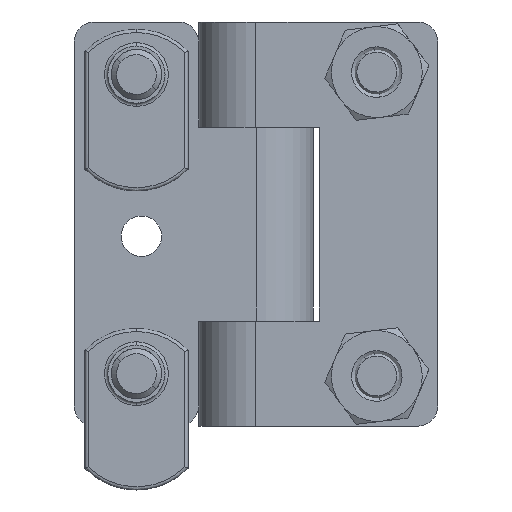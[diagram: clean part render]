
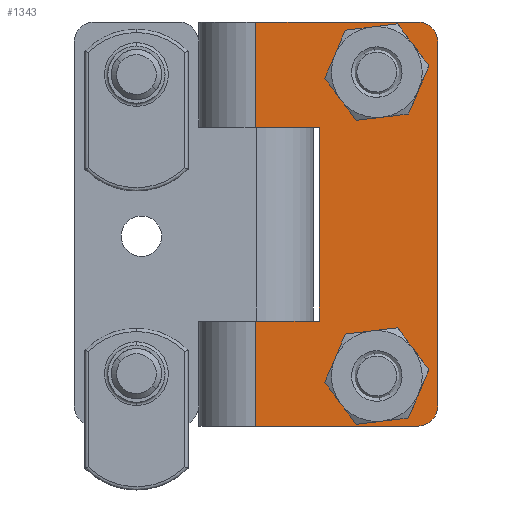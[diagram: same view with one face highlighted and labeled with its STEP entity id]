
A CAD part, front view. The second image highlights one B-rep face of the part: STEP entity #1343.
In plain terms, the highlighted face is planar.
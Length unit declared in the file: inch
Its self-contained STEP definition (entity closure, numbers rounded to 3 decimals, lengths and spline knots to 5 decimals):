
#95 = CIRCLE ( 'NONE', #96, 0.164 ) ;
#96 = AXIS2_PLACEMENT_3D ( 'NONE', #97, #98, #99 ) ;
#97 = CARTESIAN_POINT ( 'NONE',  ( 0.75, 0., -0.31 ) ) ;
#98 = DIRECTION ( 'NONE',  ( 0., 1., 0. ) ) ;
#99 = DIRECTION ( 'NONE',  ( 0., 0., 1. ) ) ;
#223 = EDGE_CURVE ( 'NONE', #10446, #8747, #9451, .T. ) ;
#284 = CARTESIAN_POINT ( 'NONE',  ( 1., 0., 0. ) ) ;
#305 = CARTESIAN_POINT ( 'NONE',  ( 0.75, 0., -0.474 ) ) ;
#369 = CARTESIAN_POINT ( 'NONE',  ( 0.75, 0., -2.026 ) ) ;
#388 = CARTESIAN_POINT ( 'NONE',  ( 0.75, 0., -2.354 ) ) ;
#389 = CIRCLE ( 'NONE', #390, 0.125 ) ;
#390 = AXIS2_PLACEMENT_3D ( 'NONE', #391, #392, #393 ) ;
#391 = CARTESIAN_POINT ( 'NONE',  ( 1., 0., -0.125 ) ) ;
#392 = DIRECTION ( 'NONE',  ( 0., -1., 0. ) ) ;
#393 = DIRECTION ( 'NONE',  ( 0., 0., -1. ) ) ;
#510 = LINE ( 'NONE', #511, #512 ) ;
#511 = CARTESIAN_POINT ( 'NONE',  ( 0.391, 0., -2.5 ) ) ;
#512 = VECTOR ( 'NONE', #513, 39.37008 ) ;
#513 = DIRECTION ( 'NONE',  ( 0., 0., 1. ) ) ;
#586 = ORIENTED_EDGE ( 'NONE', *, *, #223, .T. ) ;
#1045 = CIRCLE ( 'NONE', #1046, 0.164 ) ;
#1046 = AXIS2_PLACEMENT_3D ( 'NONE', #1047, #1050, #1051 ) ;
#1047 = CARTESIAN_POINT ( 'NONE',  ( 0.75, 0., -2.19 ) ) ;
#1050 = DIRECTION ( 'NONE',  ( 0., 1., 0. ) ) ;
#1051 = DIRECTION ( 'NONE',  ( 0., 0., 1. ) ) ;
#1102 = EDGE_LOOP ( 'NONE', ( #586, #8295 ) ) ;
#1107 = CARTESIAN_POINT ( 'NONE',  ( 0.75, 0., -0.146 ) ) ;
#1269 = VERTEX_POINT ( 'NONE', #9944 ) ;
#1343 = ADVANCED_FACE ( 'NONE', ( #10009, #10010, #10011 ), #10012, .T. ) ;
#1493 = EDGE_CURVE ( 'NONE', #2364, #1269, #10060, .T. ) ;
#1533 = CARTESIAN_POINT ( 'NONE',  ( 1.125, 0., -0.125 ) ) ;
#2364 = VERTEX_POINT ( 'NONE', #10404 ) ;
#3054 = CIRCLE ( 'NONE', #3055, 0.125 ) ;
#3055 = AXIS2_PLACEMENT_3D ( 'NONE', #3056, #3057, #3058 ) ;
#3056 = CARTESIAN_POINT ( 'NONE',  ( 1., 0., -2.375 ) ) ;
#3057 = DIRECTION ( 'NONE',  ( 0., -1., 0. ) ) ;
#3058 = DIRECTION ( 'NONE',  ( 0., 0., -1. ) ) ;
#3059 = CARTESIAN_POINT ( 'NONE',  ( 1.125, 0., -2.375 ) ) ;
#3128 = EDGE_CURVE ( 'NONE', #8747, #10446, #95, .T. ) ;
#3136 = LINE ( 'NONE', #3137, #3138 ) ;
#3137 = CARTESIAN_POINT ( 'NONE',  ( 1.125, 0., -2.5 ) ) ;
#3138 = VECTOR ( 'NONE', #3139, 39.37008 ) ;
#3139 = DIRECTION ( 'NONE',  ( 0., 0., 1. ) ) ;
#3474 = CARTESIAN_POINT ( 'NONE',  ( 1., 0., -2.5 ) ) ;
#3585 = VERTEX_POINT ( 'NONE', #369 ) ;
#3601 = LINE ( 'NONE', #3604, #3605 ) ;
#3604 = CARTESIAN_POINT ( 'NONE',  ( 0., 0., -2.5 ) ) ;
#3605 = VECTOR ( 'NONE', #3606, 39.37008 ) ;
#3606 = DIRECTION ( 'NONE',  ( 1., 0., 0. ) ) ;
#3642 = VERTEX_POINT ( 'NONE', #388 ) ;
#5247 = EDGE_CURVE ( 'NONE', #6120, #8968, #3054, .T. ) ;
#5611 = ORIENTED_EDGE ( 'NONE', *, *, #5247, .T. ) ;
#5826 = LINE ( 'NONE', #5827, #5828 ) ;
#5827 = CARTESIAN_POINT ( 'NONE',  ( 0., 0., -1.85 ) ) ;
#5828 = VECTOR ( 'NONE', #5832, 39.37008 ) ;
#5832 = DIRECTION ( 'NONE',  ( 1., 0., 0. ) ) ;
#6038 = CIRCLE ( 'NONE', #6039, 0.164 ) ;
#6039 = AXIS2_PLACEMENT_3D ( 'NONE', #6040, #6041, #6042 ) ;
#6040 = CARTESIAN_POINT ( 'NONE',  ( 0.75, 0., -2.19 ) ) ;
#6041 = DIRECTION ( 'NONE',  ( 0., 1., 0. ) ) ;
#6042 = DIRECTION ( 'NONE',  ( 0., 0., 1. ) ) ;
#6120 = VERTEX_POINT ( 'NONE', #3474 ) ;
#6287 = CARTESIAN_POINT ( 'NONE',  ( 0.391, 0., -1.85 ) ) ;
#6339 = EDGE_CURVE ( 'NONE', #2364, #6120, #3601, .T. ) ;
#6707 = ORIENTED_EDGE ( 'NONE', *, *, #6339, .T. ) ;
#7215 = EDGE_LOOP ( 'NONE', ( #6707, #5611, #8907, #8822, #8670, #8547, #8424, #10240, #9294, #9196 ) ) ;
#7449 = ORIENTED_EDGE ( 'NONE', *, *, #8298, .T. ) ;
#7955 = EDGE_CURVE ( 'NONE', #3585, #3642, #6038, .T. ) ;
#8213 = ORIENTED_EDGE ( 'NONE', *, *, #7955, .T. ) ;
#8263 = EDGE_LOOP ( 'NONE', ( #8213, #7449 ) ) ;
#8295 = ORIENTED_EDGE ( 'NONE', *, *, #3128, .T. ) ;
#8298 = EDGE_CURVE ( 'NONE', #3642, #3585, #1045, .T. ) ;
#8345 = VERTEX_POINT ( 'NONE', #9363 ) ;
#8385 = EDGE_CURVE ( 'NONE', #8345, #8483, #9534, .T. ) ;
#8424 = ORIENTED_EDGE ( 'NONE', *, *, #8385, .F. ) ;
#8483 = VERTEX_POINT ( 'NONE', #9900 ) ;
#8508 = EDGE_CURVE ( 'NONE', #8483, #8605, #10038, .T. ) ;
#8547 = ORIENTED_EDGE ( 'NONE', *, *, #8508, .F. ) ;
#8605 = VERTEX_POINT ( 'NONE', #10389 ) ;
#8637 = EDGE_CURVE ( 'NONE', #8605, #8739, #10482, .T. ) ;
#8670 = ORIENTED_EDGE ( 'NONE', *, *, #8637, .F. ) ;
#8739 = VERTEX_POINT ( 'NONE', #284 ) ;
#8747 = VERTEX_POINT ( 'NONE', #305 ) ;
#8769 = EDGE_CURVE ( 'NONE', #8943, #8739, #389, .T. ) ;
#8822 = ORIENTED_EDGE ( 'NONE', *, *, #8769, .T. ) ;
#8907 = ORIENTED_EDGE ( 'NONE', *, *, #8998, .T. ) ;
#8943 = VERTEX_POINT ( 'NONE', #1533 ) ;
#8968 = VERTEX_POINT ( 'NONE', #3059 ) ;
#8998 = EDGE_CURVE ( 'NONE', #8968, #8943, #3136, .T. ) ;
#9196 = ORIENTED_EDGE ( 'NONE', *, *, #1493, .F. ) ;
#9257 = EDGE_CURVE ( 'NONE', #1269, #9659, #5826, .T. ) ;
#9294 = ORIENTED_EDGE ( 'NONE', *, *, #9257, .F. ) ;
#9363 = CARTESIAN_POINT ( 'NONE',  ( 0.391, 0., -0.65 ) ) ;
#9451 = CIRCLE ( 'NONE', #9452, 0.164 ) ;
#9452 = AXIS2_PLACEMENT_3D ( 'NONE', #9453, #9454, #9455 ) ;
#9453 = CARTESIAN_POINT ( 'NONE',  ( 0.75, 0., -0.31 ) ) ;
#9454 = DIRECTION ( 'NONE',  ( 0., 1., 0. ) ) ;
#9455 = DIRECTION ( 'NONE',  ( 0., 0., 1. ) ) ;
#9534 = LINE ( 'NONE', #9535, #9536 ) ;
#9535 = CARTESIAN_POINT ( 'NONE',  ( 0., 0., -0.65 ) ) ;
#9536 = VECTOR ( 'NONE', #9537, 39.37008 ) ;
#9537 = DIRECTION ( 'NONE',  ( -1., 0., 0. ) ) ;
#9659 = VERTEX_POINT ( 'NONE', #6287 ) ;
#9883 = EDGE_CURVE ( 'NONE', #9659, #8345, #510, .T. ) ;
#9900 = CARTESIAN_POINT ( 'NONE',  ( 0., 0., -0.65 ) ) ;
#9944 = CARTESIAN_POINT ( 'NONE',  ( 0., 0., -1.85 ) ) ;
#10009 = FACE_BOUND ( 'NONE', #1102, .T. ) ;
#10010 = FACE_BOUND ( 'NONE', #8263, .T. ) ;
#10011 = FACE_OUTER_BOUND ( 'NONE', #7215, .T. ) ;
#10012 = PLANE ( 'NONE',  #10013 ) ;
#10013 = AXIS2_PLACEMENT_3D ( 'NONE', #10014, #10015, #10016 ) ;
#10014 = CARTESIAN_POINT ( 'NONE',  ( 0., 0., -2.5 ) ) ;
#10015 = DIRECTION ( 'NONE',  ( 0., -1., 0. ) ) ;
#10016 = DIRECTION ( 'NONE',  ( 0., 0., -1. ) ) ;
#10038 = LINE ( 'NONE', #10039, #10040 ) ;
#10039 = CARTESIAN_POINT ( 'NONE',  ( 0., 0., -2.5 ) ) ;
#10040 = VECTOR ( 'NONE', #10041, 39.37008 ) ;
#10041 = DIRECTION ( 'NONE',  ( 0., 0., 1. ) ) ;
#10060 = LINE ( 'NONE', #10061, #10062 ) ;
#10061 = CARTESIAN_POINT ( 'NONE',  ( 0., 0., -2.5 ) ) ;
#10062 = VECTOR ( 'NONE', #10063, 39.37008 ) ;
#10063 = DIRECTION ( 'NONE',  ( 0., 0., 1. ) ) ;
#10240 = ORIENTED_EDGE ( 'NONE', *, *, #9883, .F. ) ;
#10389 = CARTESIAN_POINT ( 'NONE',  ( 0., 0., 0. ) ) ;
#10404 = CARTESIAN_POINT ( 'NONE',  ( 0., 0., -2.5 ) ) ;
#10446 = VERTEX_POINT ( 'NONE', #1107 ) ;
#10482 = LINE ( 'NONE', #10483, #10484 ) ;
#10483 = CARTESIAN_POINT ( 'NONE',  ( 0., 0., 0. ) ) ;
#10484 = VECTOR ( 'NONE', #10485, 39.37008 ) ;
#10485 = DIRECTION ( 'NONE',  ( 1., 0., 0. ) ) ;
